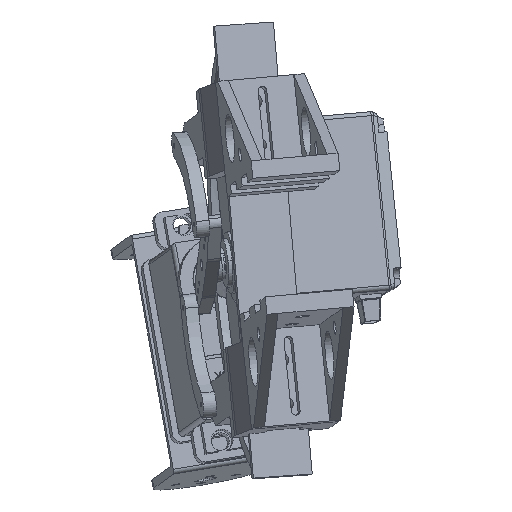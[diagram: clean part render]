
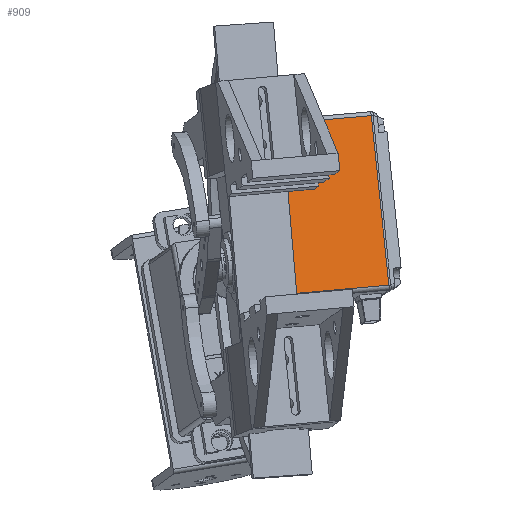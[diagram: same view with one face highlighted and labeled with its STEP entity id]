
A CAD part, left-side view. The second image highlights one B-rep face of the part: STEP entity #909.
In plain terms, the highlighted face is planar.
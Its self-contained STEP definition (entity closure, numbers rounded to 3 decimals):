
#268 = DIRECTION ( 'NONE',  ( 0., 0., -1. ) ) ;
#493 = CARTESIAN_POINT ( 'NONE',  ( -19.35, -14.062, -10.25 ) ) ;
#650 = FACE_OUTER_BOUND ( 'NONE', #22733, .T. ) ;
#909 = ADVANCED_FACE ( 'NONE', ( #650 ), #23310, .T. ) ;
#1838 = EDGE_CURVE ( 'NONE', #19970, #13638, #8756, .T. ) ;
#3752 = DIRECTION ( 'NONE',  ( 0., -1., 0. ) ) ;
#5104 = ORIENTED_EDGE ( 'NONE', *, *, #15386, .F. ) ;
#5962 = ORIENTED_EDGE ( 'NONE', *, *, #19230, .T. ) ;
#6449 = CARTESIAN_POINT ( 'NONE',  ( -19.35, 17.5, -10.25 ) ) ;
#7127 = CARTESIAN_POINT ( 'NONE',  ( 19.35, 17.5, -10.25 ) ) ;
#7188 = ORIENTED_EDGE ( 'NONE', *, *, #7302, .T. ) ;
#7302 = EDGE_CURVE ( 'NONE', #13646, #13264, #23986, .T. ) ;
#8756 = LINE ( 'NONE', #17585, #13277 ) ;
#9050 = CARTESIAN_POINT ( 'NONE',  ( -19.35, 17.5, -10.25 ) ) ;
#9581 = VECTOR ( 'NONE', #24881, 1000. ) ;
#10132 = CARTESIAN_POINT ( 'NONE',  ( 19.35, -14.062, -10.25 ) ) ;
#10696 = LINE ( 'NONE', #12481, #20866 ) ;
#12368 = ORIENTED_EDGE ( 'NONE', *, *, #1838, .T. ) ;
#12481 = CARTESIAN_POINT ( 'NONE',  ( 0., -14.062, -10.25 ) ) ;
#13264 = VERTEX_POINT ( 'NONE', #9050 ) ;
#13277 = VECTOR ( 'NONE', #3752, 1000. ) ;
#13638 = VERTEX_POINT ( 'NONE', #10132 ) ;
#13646 = VERTEX_POINT ( 'NONE', #493 ) ;
#13777 = DIRECTION ( 'NONE',  ( -1., 0., 0. ) ) ;
#14684 = LINE ( 'NONE', #17292, #9581 ) ;
#15386 = EDGE_CURVE ( 'NONE', #19970, #13264, #14684, .T. ) ;
#15627 = CARTESIAN_POINT ( 'NONE',  ( 0., 0., -10.25 ) ) ;
#17292 = CARTESIAN_POINT ( 'NONE',  ( -20.35, 17.5, -10.25 ) ) ;
#17585 = CARTESIAN_POINT ( 'NONE',  ( 19.35, -14.283, -10.25 ) ) ;
#18895 = VECTOR ( 'NONE', #19853, 1000. ) ;
#19230 = EDGE_CURVE ( 'NONE', #13638, #13646, #10696, .T. ) ;
#19846 = AXIS2_PLACEMENT_3D ( 'NONE', #15627, #268, #13777 ) ;
#19853 = DIRECTION ( 'NONE',  ( 0., 1., 0. ) ) ;
#19970 = VERTEX_POINT ( 'NONE', #7127 ) ;
#20866 = VECTOR ( 'NONE', #22021, 1000. ) ;
#22021 = DIRECTION ( 'NONE',  ( -1., 0., 0. ) ) ;
#22733 = EDGE_LOOP ( 'NONE', ( #5104, #12368, #5962, #7188 ) ) ;
#23310 = PLANE ( 'NONE',  #19846 ) ;
#23986 = LINE ( 'NONE', #6449, #18895 ) ;
#24881 = DIRECTION ( 'NONE',  ( -1., 0., 0. ) ) ;
